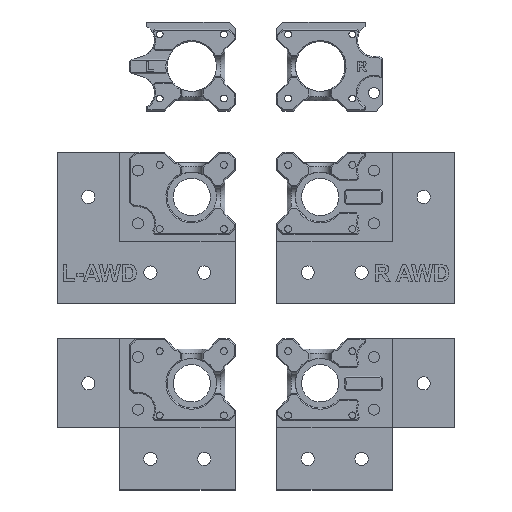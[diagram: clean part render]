
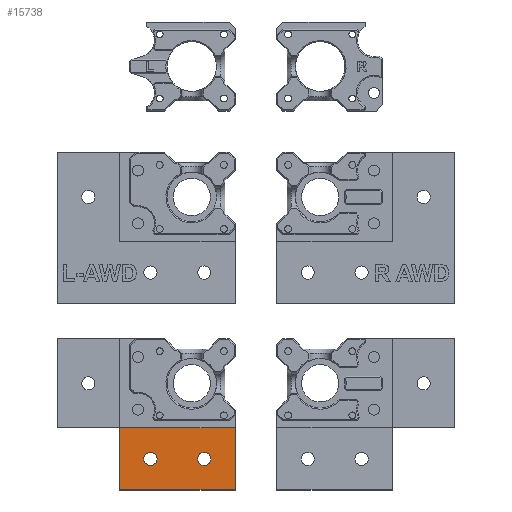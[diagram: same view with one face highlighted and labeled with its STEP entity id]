
A CAD part, top view. The second image highlights one B-rep face of the part: STEP entity #15738.
In plain terms, the highlighted face is planar.
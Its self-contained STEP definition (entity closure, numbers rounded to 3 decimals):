
#436=CIRCLE('',#16859,3.2);
#437=CIRCLE('',#16860,3.2);
#825=FACE_BOUND('',#2517,.T.);
#826=FACE_BOUND('',#2518,.T.);
#1501=FACE_OUTER_BOUND('',#2516,.T.);
#2516=EDGE_LOOP('',(#13150,#13151,#13152,#13153));
#2517=EDGE_LOOP('',(#13154));
#2518=EDGE_LOOP('',(#13155));
#4093=LINE('',#25858,#5857);
#4098=LINE('',#25871,#5862);
#4099=LINE('',#25873,#5863);
#4100=LINE('',#25874,#5864);
#5857=VECTOR('',#20035,10.);
#5862=VECTOR('',#20048,10.);
#5863=VECTOR('',#20049,10.);
#5864=VECTOR('',#20050,10.);
#7372=VERTEX_POINT('',#25850);
#7374=VERTEX_POINT('',#25856);
#7378=VERTEX_POINT('',#25870);
#7379=VERTEX_POINT('',#25872);
#7380=VERTEX_POINT('',#25875);
#7381=VERTEX_POINT('',#25877);
#9342=EDGE_CURVE('',#7372,#7374,#4093,.T.);
#9348=EDGE_CURVE('',#7378,#7374,#4098,.T.);
#9349=EDGE_CURVE('',#7379,#7378,#4099,.T.);
#9350=EDGE_CURVE('',#7372,#7379,#4100,.T.);
#9351=EDGE_CURVE('',#7380,#7380,#436,.T.);
#9352=EDGE_CURVE('',#7381,#7381,#437,.T.);
#13150=ORIENTED_EDGE('',*,*,#9342,.T.);
#13151=ORIENTED_EDGE('',*,*,#9348,.F.);
#13152=ORIENTED_EDGE('',*,*,#9349,.F.);
#13153=ORIENTED_EDGE('',*,*,#9350,.F.);
#13154=ORIENTED_EDGE('',*,*,#9351,.F.);
#13155=ORIENTED_EDGE('',*,*,#9352,.F.);
#14873=PLANE('',#16858);
#15738=ADVANCED_FACE('',(#1501,#825,#826),#14873,.F.);
#16858=AXIS2_PLACEMENT_3D('',#25869,#20046,#20047);
#16859=AXIS2_PLACEMENT_3D('',#25876,#20051,#20052);
#16860=AXIS2_PLACEMENT_3D('',#25878,#20053,#20054);
#20035=DIRECTION('',(0.,-1.,0.));
#20046=DIRECTION('center_axis',(0.,0.,1.));
#20047=DIRECTION('ref_axis',(1.,0.,0.));
#20048=DIRECTION('',(1.,0.,0.));
#20049=DIRECTION('',(0.,-1.,0.));
#20050=DIRECTION('',(-1.,0.,0.));
#20051=DIRECTION('center_axis',(0.,0.,-1.));
#20052=DIRECTION('ref_axis',(-1.,0.,0.));
#20053=DIRECTION('center_axis',(0.,0.,-1.));
#20054=DIRECTION('ref_axis',(-1.,0.,0.));
#25850=CARTESIAN_POINT('',(66.,30.,-6.));
#25856=CARTESIAN_POINT('',(66.,0.,-6.));
#25858=CARTESIAN_POINT('',(66.,33.25,-6.));
#25869=CARTESIAN_POINT('Origin',(53.,36.5,-6.));
#25870=CARTESIAN_POINT('',(10.,0.,-6.));
#25871=CARTESIAN_POINT('',(10.,0.,-6.));
#25872=CARTESIAN_POINT('',(10.,30.,-6.));
#25873=CARTESIAN_POINT('',(10.,73.,-6.));
#25874=CARTESIAN_POINT('',(31.5,30.,-6.));
#25875=CARTESIAN_POINT('',(54.2,15.,-6.));
#25876=CARTESIAN_POINT('Origin',(51.,15.,-6.));
#25877=CARTESIAN_POINT('',(28.2,15.,-6.));
#25878=CARTESIAN_POINT('Origin',(25.,15.,-6.));
